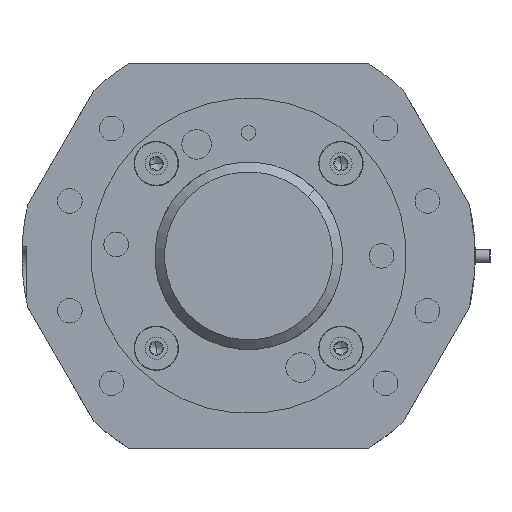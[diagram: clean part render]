
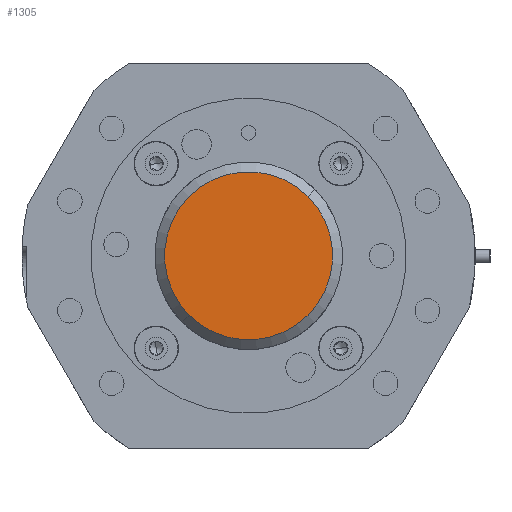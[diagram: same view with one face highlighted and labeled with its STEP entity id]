
A CAD part, top view. The second image highlights one B-rep face of the part: STEP entity #1305.
In plain terms, the highlighted face is planar.
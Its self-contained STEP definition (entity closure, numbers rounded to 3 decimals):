
#200 = CIRCLE ( 'NONE', #1075, 17.05 ) ;
#587 = EDGE_LOOP ( 'NONE', ( #8734, #10959 ) ) ;
#1075 = AXIS2_PLACEMENT_3D ( 'NONE', #10466, #5594, #6862 ) ;
#1305 = ADVANCED_FACE ( 'NONE', ( #2869 ), #1462, .T. ) ;
#1384 = CARTESIAN_POINT ( 'NONE',  ( 0., 0., 17.05 ) ) ;
#1462 = PLANE ( 'NONE',  #9578 ) ;
#1920 = CIRCLE ( 'NONE', #7219, 17.05 ) ;
#2708 = CARTESIAN_POINT ( 'NONE',  ( 0., 0., 0. ) ) ;
#2841 = DIRECTION ( 'NONE',  ( 0., 0., -1. ) ) ;
#2869 = FACE_OUTER_BOUND ( 'NONE', #587, .T. ) ;
#4077 = EDGE_CURVE ( 'NONE', #8895, #15922, #200, .T. ) ;
#5594 = DIRECTION ( 'NONE',  ( 0., -1., 0. ) ) ;
#6797 = EDGE_CURVE ( 'NONE', #15922, #8895, #1920, .T. ) ;
#6862 = DIRECTION ( 'NONE',  ( 0., 0., -1. ) ) ;
#7219 = AXIS2_PLACEMENT_3D ( 'NONE', #2708, #11529, #15416 ) ;
#7819 = CARTESIAN_POINT ( 'NONE',  ( 0., 0., -17.05 ) ) ;
#8734 = ORIENTED_EDGE ( 'NONE', *, *, #6797, .T. ) ;
#8895 = VERTEX_POINT ( 'NONE', #7819 ) ;
#9578 = AXIS2_PLACEMENT_3D ( 'NONE', #15390, #13056, #2841 ) ;
#10466 = CARTESIAN_POINT ( 'NONE',  ( 0., 0., 0. ) ) ;
#10959 = ORIENTED_EDGE ( 'NONE', *, *, #4077, .T. ) ;
#11529 = DIRECTION ( 'NONE',  ( 0., -1., 0. ) ) ;
#13056 = DIRECTION ( 'NONE',  ( 0., -1., 0. ) ) ;
#15390 = CARTESIAN_POINT ( 'NONE',  ( 0., 0., -19.05 ) ) ;
#15416 = DIRECTION ( 'NONE',  ( 0., 0., -1. ) ) ;
#15922 = VERTEX_POINT ( 'NONE', #1384 ) ;
